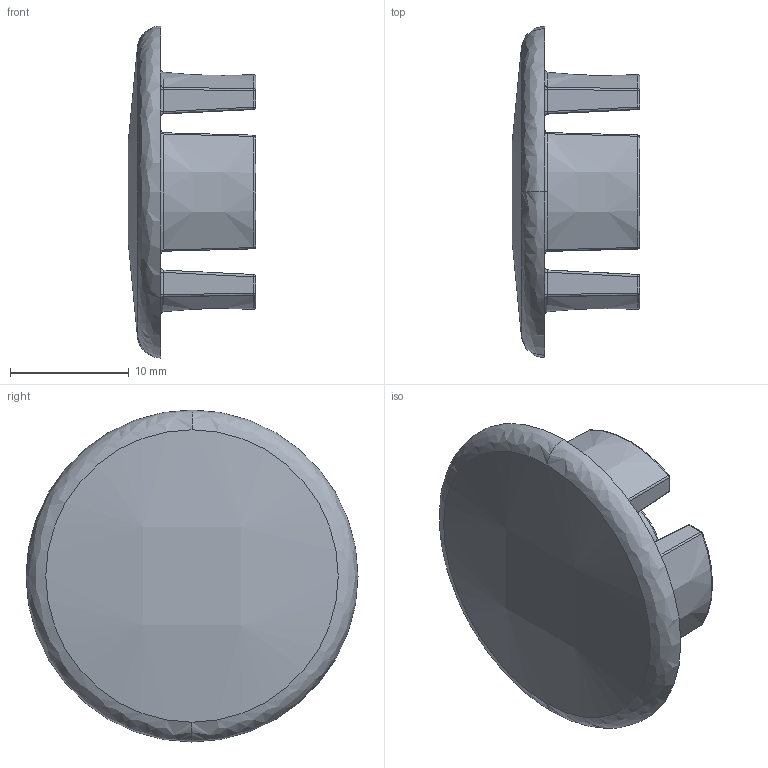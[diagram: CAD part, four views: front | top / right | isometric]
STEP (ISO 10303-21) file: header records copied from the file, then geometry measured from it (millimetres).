
FILE_DESCRIPTION(('STEP AP214'),'1');
FILE_NAME('fath_099rv28cc01.stp','2017-04-24T02:21:12',('TraceParts'),('TraceParts S.A.'),'Spatial InterOp 3D',' ',' ');
FILE_SCHEMA(('automotive_design'));
Length unit declared in the file: millimetre
Products named in the file (1): fath_099rv28cc01
Bounding box: 10.77 x 28 x 28 mm (x, y, z)
Volume: 2141 mm3; surface area: 2345.6 mm2
Topology: 1 solids, 1 shells, 179 faces, 379 edges, 208 vertices
Faces by surface type: bspline 51, sphere 36, torus 36, cylinder 21, plane 19, cone 16
Entity records: 7117 total; most frequent: CARTESIAN_POINT 2086, DIRECTION 763, ORIENTED_EDGE 758, EDGE_CURVE 379, AXIS2_PLACEMENT_3D 357, CIRCLE 228, VERTEX_POINT 208, EDGE_LOOP 185
